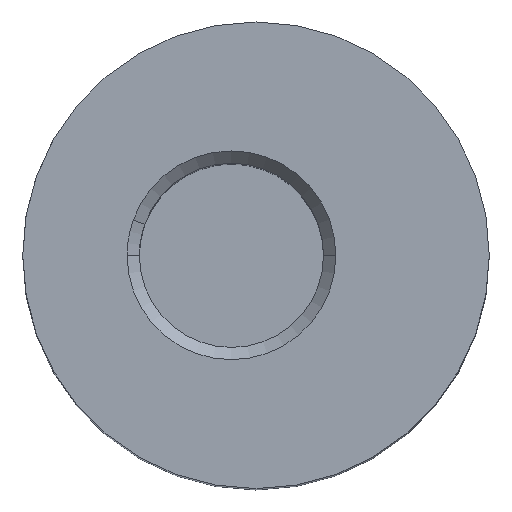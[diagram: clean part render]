
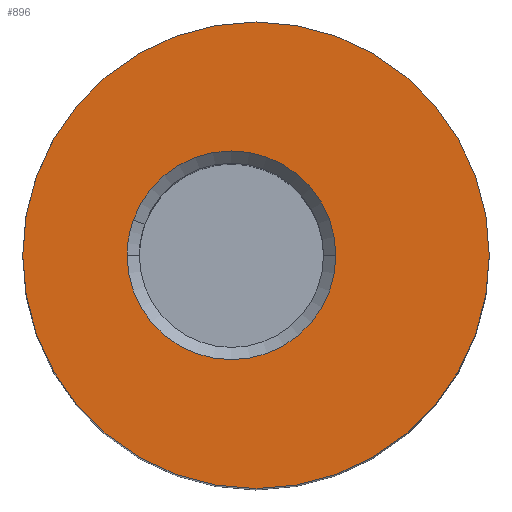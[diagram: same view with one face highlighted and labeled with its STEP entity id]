
A CAD part, top view. The second image highlights one B-rep face of the part: STEP entity #896.
In plain terms, the highlighted planar face has unit normal (0, 0, 1).
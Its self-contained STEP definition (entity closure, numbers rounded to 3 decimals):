
#634=AXIS2_PLACEMENT_3D('Circle Axis2P3D',#632,#633,$) ;
#658=AXIS2_PLACEMENT_3D('Circle Axis2P3D',#656,#657,$) ;
#864=AXIS2_PLACEMENT_3D('Plane Axis2P3D',#861,#862,#863) ;
#872=AXIS2_PLACEMENT_3D('Circle Axis2P3D',#870,#871,$) ;
#881=AXIS2_PLACEMENT_3D('Circle Axis2P3D',#879,#880,$) ;
#888=AXIS2_PLACEMENT_3D('Circle Axis2P3D',#886,#887,$) ;
#629=CARTESIAN_POINT('Vertex',(19.,0.,90.)) ;
#632=CARTESIAN_POINT('Axis2P3D Location',(0.,0.,90.)) ;
#636=CARTESIAN_POINT('Vertex',(-19.,0.,90.)) ;
#656=CARTESIAN_POINT('Axis2P3D Location',(0.,0.,90.)) ;
#861=CARTESIAN_POINT('Axis2P3D Location',(0.,0.,90.)) ;
#870=CARTESIAN_POINT('Axis2P3D Location',(-2.,0.,90.)) ;
#874=CARTESIAN_POINT('Vertex',(6.5,0.,90.)) ;
#876=CARTESIAN_POINT('Vertex',(-10.004,2.86,90.)) ;
#879=CARTESIAN_POINT('Axis2P3D Location',(-2.,0.,90.)) ;
#883=CARTESIAN_POINT('Vertex',(-10.5,0.,90.)) ;
#886=CARTESIAN_POINT('Axis2P3D Location',(-2.,0.,90.)) ;
#633=DIRECTION('Axis2P3D Direction',(0.,0.,1.)) ;
#657=DIRECTION('Axis2P3D Direction',(0.,0.,1.)) ;
#862=DIRECTION('Axis2P3D Direction',(0.,0.,1.)) ;
#863=DIRECTION('Axis2P3D XDirection',(-1.,0.,0.)) ;
#871=DIRECTION('Axis2P3D Direction',(0.,0.,1.)) ;
#880=DIRECTION('Axis2P3D Direction',(0.,0.,1.)) ;
#887=DIRECTION('Axis2P3D Direction',(0.,0.,1.)) ;
#867=ORIENTED_EDGE('',*,*,#638,.T.) ;
#868=ORIENTED_EDGE('',*,*,#660,.T.) ;
#892=ORIENTED_EDGE('',*,*,#878,.F.) ;
#893=ORIENTED_EDGE('',*,*,#885,.F.) ;
#894=ORIENTED_EDGE('',*,*,#890,.F.) ;
#895=FACE_BOUND('',#891,.T.) ;
#896=ADVANCED_FACE('01_SCR02_\X2\4E38578B30AD30E330D330B930E930A430C930593063307D3093672C4F53\X0\',(#869,#895),#865,.T.) ;
#635=CIRCLE('generated circle',#634,19.) ;
#659=CIRCLE('generated circle',#658,19.) ;
#873=CIRCLE('generated circle',#872,8.5) ;
#882=CIRCLE('generated circle',#881,8.5) ;
#889=CIRCLE('generated circle',#888,8.5) ;
#638=EDGE_CURVE('',#637,#630,#635,.T.) ;
#660=EDGE_CURVE('',#630,#637,#659,.T.) ;
#878=EDGE_CURVE('',#875,#877,#873,.T.) ;
#885=EDGE_CURVE('',#884,#875,#882,.T.) ;
#890=EDGE_CURVE('',#877,#884,#889,.T.) ;
#866=EDGE_LOOP('',(#867,#868)) ;
#891=EDGE_LOOP('',(#892,#893,#894)) ;
#869=FACE_OUTER_BOUND('',#866,.T.) ;
#865=PLANE('Plane',#864) ;
#630=VERTEX_POINT('',#629) ;
#637=VERTEX_POINT('',#636) ;
#875=VERTEX_POINT('',#874) ;
#877=VERTEX_POINT('',#876) ;
#884=VERTEX_POINT('',#883) ;
